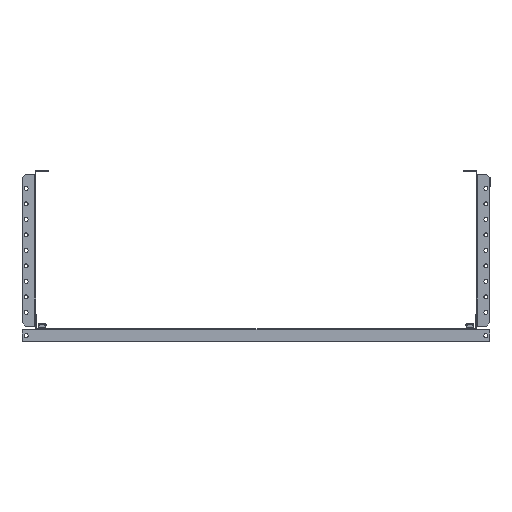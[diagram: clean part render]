
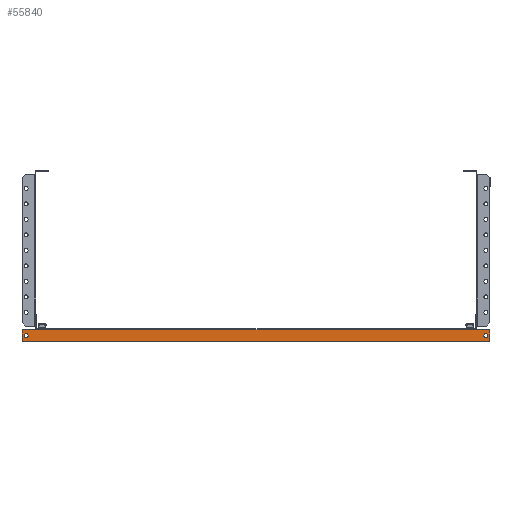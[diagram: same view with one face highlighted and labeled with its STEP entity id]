
A CAD part, left-side view. The second image highlights one B-rep face of the part: STEP entity #55840.
In plain terms, the highlighted planar face has unit normal (-1, 0, 0).
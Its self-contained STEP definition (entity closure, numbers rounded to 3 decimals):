
#494 = CARTESIAN_POINT ( 'NONE',  ( 0., 724.5, -11.5 ) ) ;
#1510 = CARTESIAN_POINT ( 'NONE',  ( 0., 0., -2. ) ) ;
#1521 = LINE ( 'NONE', #8569, #61589 ) ;
#3483 = VERTEX_POINT ( 'NONE', #65448 ) ;
#3995 = VERTEX_POINT ( 'NONE', #1510 ) ;
#5013 = LINE ( 'NONE', #81942, #18370 ) ;
#5586 = DIRECTION ( 'NONE',  ( 0., 1., 0. ) ) ;
#5650 = CIRCLE ( 'NONE', #52156, 3.25 ) ;
#6176 = CARTESIAN_POINT ( 'NONE',  ( 0., 724.5, -14.75 ) ) ;
#6675 = VERTEX_POINT ( 'NONE', #10975 ) ;
#7116 = EDGE_CURVE ( 'NONE', #3995, #17552, #31234, .T. ) ;
#8509 = CIRCLE ( 'NONE', #33759, 3.25 ) ;
#8569 = CARTESIAN_POINT ( 'NONE',  ( 0., 731., -2. ) ) ;
#9574 = AXIS2_PLACEMENT_3D ( 'NONE', #55501, #12222, #74637 ) ;
#10155 = ORIENTED_EDGE ( 'NONE', *, *, #38079, .T. ) ;
#10334 = VECTOR ( 'NONE', #5586, 1000. ) ;
#10975 = CARTESIAN_POINT ( 'NONE',  ( 0., 731., -2. ) ) ;
#11872 = EDGE_CURVE ( 'NONE', #3483, #34595, #75652, .T. ) ;
#12222 = DIRECTION ( 'NONE',  ( 1., 0., 0. ) ) ;
#12844 = ORIENTED_EDGE ( 'NONE', *, *, #11872, .T. ) ;
#13079 = ORIENTED_EDGE ( 'NONE', *, *, #52468, .T. ) ;
#15675 = VERTEX_POINT ( 'NONE', #38958 ) ;
#16493 = EDGE_CURVE ( 'NONE', #40098, #49711, #68073, .T. ) ;
#17552 = VERTEX_POINT ( 'NONE', #70245 ) ;
#17762 = EDGE_CURVE ( 'NONE', #17552, #6675, #68817, .T. ) ;
#17986 = DIRECTION ( 'NONE',  ( 0., 0., -1. ) ) ;
#18370 = VECTOR ( 'NONE', #81141, 1000. ) ;
#18410 = LINE ( 'NONE', #49216, #37187 ) ;
#19624 = DIRECTION ( 'NONE',  ( 1., 0., 0. ) ) ;
#20210 = CARTESIAN_POINT ( 'NONE',  ( 0., 724.5, -8.25 ) ) ;
#20789 = EDGE_CURVE ( 'NONE', #71648, #3995, #18410, .T. ) ;
#20869 = CARTESIAN_POINT ( 'NONE',  ( 0., -17.5, -11.5 ) ) ;
#21130 = EDGE_LOOP ( 'NONE', ( #34157, #36513 ) ) ;
#21300 = ORIENTED_EDGE ( 'NONE', *, *, #7116, .T. ) ;
#23355 = DIRECTION ( 'NONE',  ( 0., 1., 0. ) ) ;
#25322 = EDGE_CURVE ( 'NONE', #30898, #15675, #54289, .T. ) ;
#28157 = DIRECTION ( 'NONE',  ( 1., 0., 0. ) ) ;
#28529 = CARTESIAN_POINT ( 'NONE',  ( 0., 707., -21. ) ) ;
#29458 = CARTESIAN_POINT ( 'NONE',  ( 0., -24., -2. ) ) ;
#29489 = FACE_BOUND ( 'NONE', #44194, .T. ) ;
#30898 = VERTEX_POINT ( 'NONE', #36375 ) ;
#31234 = LINE ( 'NONE', #69082, #41334 ) ;
#33759 = AXIS2_PLACEMENT_3D ( 'NONE', #494, #19624, #17986 ) ;
#34157 = ORIENTED_EDGE ( 'NONE', *, *, #60631, .T. ) ;
#34595 = VERTEX_POINT ( 'NONE', #78226 ) ;
#35721 = FACE_OUTER_BOUND ( 'NONE', #59005, .T. ) ;
#36375 = CARTESIAN_POINT ( 'NONE',  ( 0., -24., -21. ) ) ;
#36513 = ORIENTED_EDGE ( 'NONE', *, *, #16493, .T. ) ;
#37041 = ORIENTED_EDGE ( 'NONE', *, *, #20789, .T. ) ;
#37187 = VECTOR ( 'NONE', #43794, 1000. ) ;
#38079 = EDGE_CURVE ( 'NONE', #34595, #3483, #5650, .T. ) ;
#38958 = CARTESIAN_POINT ( 'NONE',  ( 0., 731., -21. ) ) ;
#40098 = VERTEX_POINT ( 'NONE', #20210 ) ;
#40237 = ORIENTED_EDGE ( 'NONE', *, *, #17762, .T. ) ;
#41334 = VECTOR ( 'NONE', #23355, 1000. ) ;
#43785 = AXIS2_PLACEMENT_3D ( 'NONE', #60577, #28157, #78893 ) ;
#43794 = DIRECTION ( 'NONE',  ( 0., 1., 0. ) ) ;
#43864 = CARTESIAN_POINT ( 'NONE',  ( 0., 707., -2. ) ) ;
#44194 = EDGE_LOOP ( 'NONE', ( #10155, #12844 ) ) ;
#48057 = DIRECTION ( 'NONE',  ( 0., 1., 0. ) ) ;
#49216 = CARTESIAN_POINT ( 'NONE',  ( 0., 0., -2. ) ) ;
#49711 = VERTEX_POINT ( 'NONE', #6176 ) ;
#52156 = AXIS2_PLACEMENT_3D ( 'NONE', #20869, #59958, #78674 ) ;
#52468 = EDGE_CURVE ( 'NONE', #6675, #15675, #1521, .T. ) ;
#54050 = ORIENTED_EDGE ( 'NONE', *, *, #25322, .F. ) ;
#54289 = LINE ( 'NONE', #28529, #65542 ) ;
#55501 = CARTESIAN_POINT ( 'NONE',  ( 0., 724.5, -11.5 ) ) ;
#55840 = ADVANCED_FACE ( 'NONE', ( #61921, #29489, #35721 ), #81853, .T. ) ;
#59005 = EDGE_LOOP ( 'NONE', ( #54050, #61238, #37041, #21300, #40237, #13079 ) ) ;
#59730 = DIRECTION ( 'NONE',  ( 0., 0., -1. ) ) ;
#59958 = DIRECTION ( 'NONE',  ( 1., 0., 0. ) ) ;
#60577 = CARTESIAN_POINT ( 'NONE',  ( 0., -17.5, -11.5 ) ) ;
#60631 = EDGE_CURVE ( 'NONE', #49711, #40098, #8509, .T. ) ;
#61238 = ORIENTED_EDGE ( 'NONE', *, *, #74818, .T. ) ;
#61589 = VECTOR ( 'NONE', #59730, 1000. ) ;
#61921 = FACE_BOUND ( 'NONE', #21130, .T. ) ;
#62743 = DIRECTION ( 'NONE',  ( 0., 0., 1. ) ) ;
#65448 = CARTESIAN_POINT ( 'NONE',  ( 0., -17.5, -8.25 ) ) ;
#65542 = VECTOR ( 'NONE', #48057, 1000. ) ;
#68073 = CIRCLE ( 'NONE', #9574, 3.25 ) ;
#68567 = DIRECTION ( 'NONE',  ( -1., 0., 0. ) ) ;
#68817 = LINE ( 'NONE', #43864, #10334 ) ;
#69082 = CARTESIAN_POINT ( 'NONE',  ( 0., 0., -2. ) ) ;
#70245 = CARTESIAN_POINT ( 'NONE',  ( 0., 707., -2. ) ) ;
#71648 = VERTEX_POINT ( 'NONE', #29458 ) ;
#74637 = DIRECTION ( 'NONE',  ( 0., 0., -1. ) ) ;
#74818 = EDGE_CURVE ( 'NONE', #30898, #71648, #5013, .T. ) ;
#75652 = CIRCLE ( 'NONE', #43785, 3.25 ) ;
#77882 = AXIS2_PLACEMENT_3D ( 'NONE', #80226, #68567, #62743 ) ;
#78226 = CARTESIAN_POINT ( 'NONE',  ( 0., -17.5, -14.75 ) ) ;
#78674 = DIRECTION ( 'NONE',  ( 0., 0., 1. ) ) ;
#78893 = DIRECTION ( 'NONE',  ( 0., 0., 1. ) ) ;
#80226 = CARTESIAN_POINT ( 'NONE',  ( 0., 0., 0. ) ) ;
#81141 = DIRECTION ( 'NONE',  ( 0., 0., 1. ) ) ;
#81853 = PLANE ( 'NONE',  #77882 ) ;
#81942 = CARTESIAN_POINT ( 'NONE',  ( 0., -24., -2. ) ) ;
